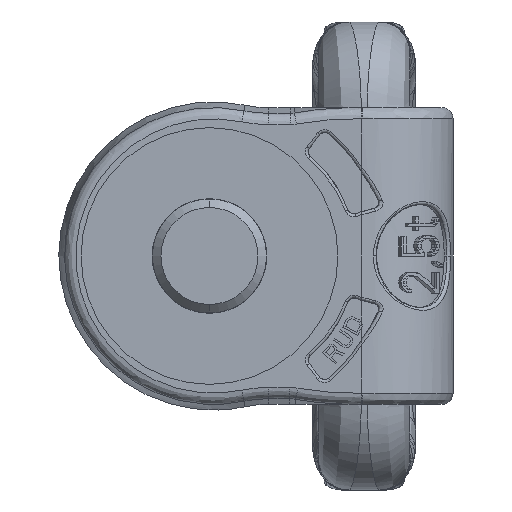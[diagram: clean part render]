
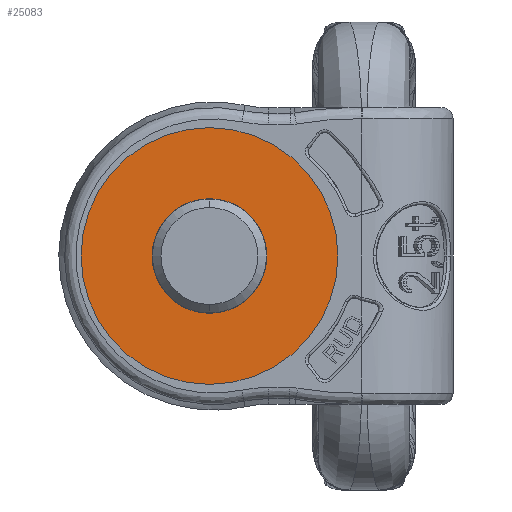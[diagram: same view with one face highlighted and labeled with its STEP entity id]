
A CAD part, front view. The second image highlights one B-rep face of the part: STEP entity #25083.
In plain terms, the highlighted planar face has unit normal (0, -1, 0).
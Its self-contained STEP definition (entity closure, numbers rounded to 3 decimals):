
#7566=CARTESIAN_POINT('',(-46.1,-14.3,0.));
#7567=DIRECTION('',(0.,-1.,0.));
#7568=DIRECTION('',(-1.,0.,0.));
#7569=AXIS2_PLACEMENT_3D('',#7566,#7567,#7568);
#7571=CARTESIAN_POINT('',(-46.1,-14.3,0.));
#7572=DIRECTION('',(0.,1.,0.));
#7573=DIRECTION('',(-1.,0.,0.));
#7574=AXIS2_PLACEMENT_3D('',#7571,#7572,#7573);
#7576=CARTESIAN_POINT('',(-46.1,-14.3,0.));
#7577=DIRECTION('',(0.,1.,0.));
#7578=DIRECTION('',(-1.,0.,0.));
#7579=AXIS2_PLACEMENT_3D('',#7576,#7577,#7578);
#7581=CARTESIAN_POINT('',(-46.1,-14.3,0.));
#7582=DIRECTION('',(0.,1.,0.));
#7583=DIRECTION('',(1.,0.,0.));
#7584=AXIS2_PLACEMENT_3D('',#7581,#7582,#7583);
#9387=CARTESIAN_POINT('',(-68.6,-14.3,0.));
#9389=VERTEX_POINT('',#9387);
#9395=CARTESIAN_POINT('',(-23.6,-14.3,0.));
#9397=VERTEX_POINT('',#9395);
#9418=CARTESIAN_POINT('',(-56.15,-14.3,0.));
#9419=CARTESIAN_POINT('',(-36.05,-14.3,0.));
#9420=VERTEX_POINT('',#9418);
#9421=VERTEX_POINT('',#9419);
#25068=CARTESIAN_POINT('',(-46.1,-14.3,0.));
#25069=DIRECTION('',(0.,1.,0.));
#25070=DIRECTION('',(1.,0.,0.));
#25071=AXIS2_PLACEMENT_3D('',#25068,#25069,#25070);
#25072=PLANE('',#25071);
#25074=ORIENTED_EDGE('',*,*,#25073,.F.);
#25076=ORIENTED_EDGE('',*,*,#25075,.T.);
#25077=EDGE_LOOP('',(#25074,#25076));
#25078=FACE_OUTER_BOUND('',#25077,.F.);
#25079=ORIENTED_EDGE('',*,*,#25047,.F.);
#25080=ORIENTED_EDGE('',*,*,#25061,.F.);
#25081=EDGE_LOOP('',(#25079,#25080));
#25082=FACE_BOUND('',#25081,.F.);
#25083=ADVANCED_FACE('',(#25078,#25082),#25072,.F.);
#7570=CIRCLE('',#7569,22.5);
#7575=CIRCLE('',#7574,22.5);
#7580=CIRCLE('',#7579,10.05);
#7585=CIRCLE('',#7584,10.05);
#25047=EDGE_CURVE('',#9420,#9421,#7580,.T.);
#25061=EDGE_CURVE('',#9421,#9420,#7585,.T.);
#25073=EDGE_CURVE('',#9389,#9397,#7570,.T.);
#25075=EDGE_CURVE('',#9389,#9397,#7575,.T.);
